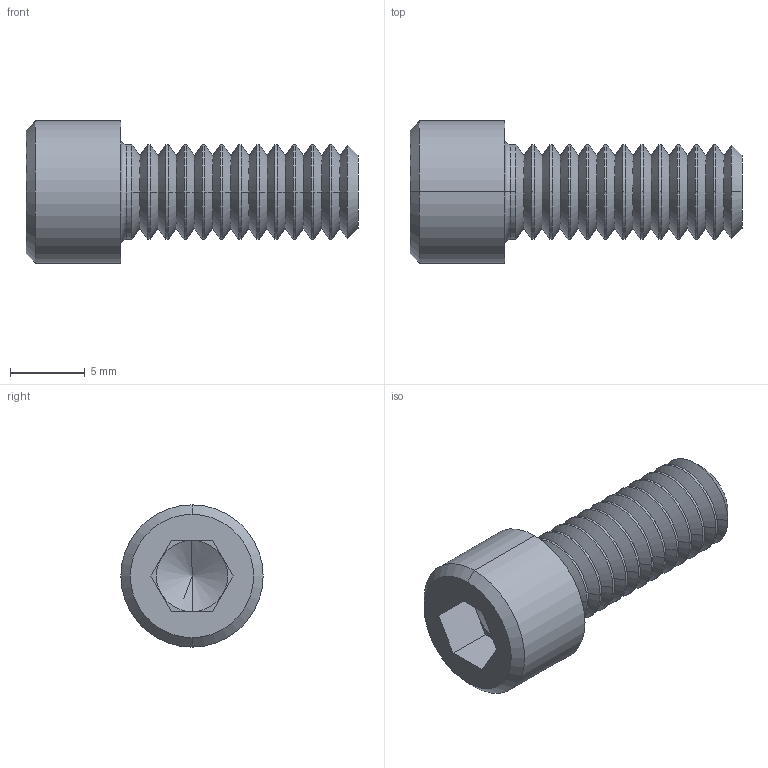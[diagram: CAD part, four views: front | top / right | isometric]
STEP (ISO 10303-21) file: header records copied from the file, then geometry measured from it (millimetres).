
FILE_DESCRIPTION (( 'STEP AP203' ), '1' );
FILE_NAME ('socket head cap screw_quanser ansi inch_HX-SHCS 0.25-20x0.625x0.625-S_sldprt.STEP', '2016-06-02T17:09:54', ( 'Shusen Zhang' ), ( 'MathWorks' ), 'SwSTEP 2.0', 'SolidWorks 2015', '' );
FILE_SCHEMA (( 'CONFIG_CONTROL_DESIGN' ));
Length unit declared in the file: inch
Products named in the file (1): socket head cap screw_quanser ansi inch_HX-SHCS 0.25-20x0.625x0.625-S_sldprt
Bounding box: 22.23 x 9.53 x 9.53 mm (x, y, z)
Volume: 788.6 mm3; surface area: 813.1 mm2
Topology: 1 solids, 1 shells, 97 faces, 246 edges, 151 vertices
Faces by surface type: cone 54, cylinder 26, plane 15, torus 2
Entity records: 3017 total; most frequent: DIRECTION 580, CARTESIAN_POINT 493, ORIENTED_EDGE 488, EDGE_CURVE 244, AXIS2_PLACEMENT_3D 238, VERTEX_POINT 151, CIRCLE 140, LINE 104
